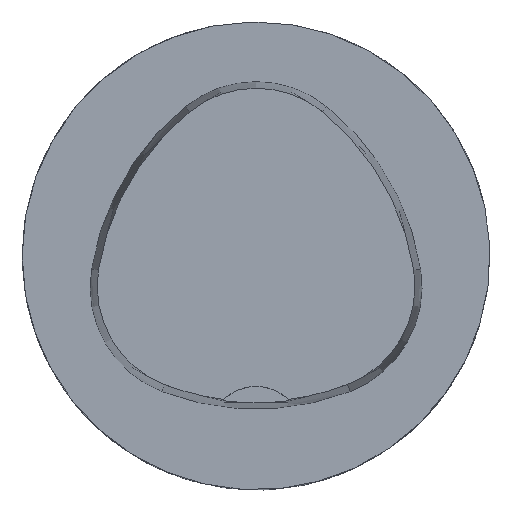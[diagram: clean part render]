
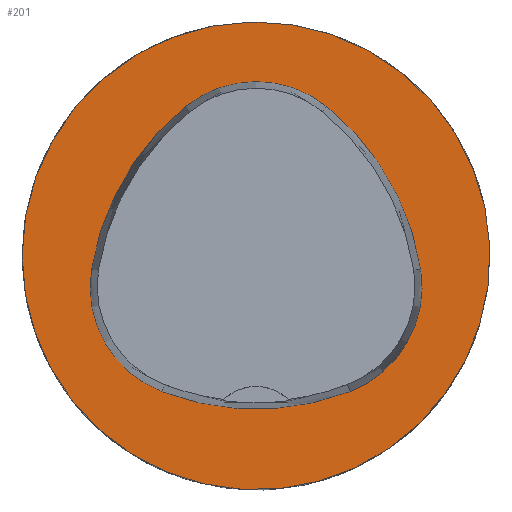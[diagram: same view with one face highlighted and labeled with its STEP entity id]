
A CAD part, top view. The second image highlights one B-rep face of the part: STEP entity #201.
In plain terms, the highlighted planar face has unit normal (0, 0, 1).
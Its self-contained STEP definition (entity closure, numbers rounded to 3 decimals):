
#119=FACE_BOUND('',#320,.T.);
#120=FACE_BOUND('',#321,.T.);
#138=PLANE('',#1083);
#201=ADVANCED_FACE('',(#119,#120),#138,.T.);
#320=EDGE_LOOP('',(#522,#523,#524,#525,#526,#527));
#321=EDGE_LOOP('',(#528));
#378=CIRCLE('',#1055,25.);
#379=CIRCLE('',#1061,28.);
#381=CIRCLE('',#1064,12.);
#383=CIRCLE('',#1067,28.);
#385=CIRCLE('',#1070,12.);
#389=CIRCLE('',#1075,28.);
#391=CIRCLE('',#1078,12.);
#522=ORIENTED_EDGE('',*,*,#805,.T.);
#523=ORIENTED_EDGE('',*,*,#785,.T.);
#524=ORIENTED_EDGE('',*,*,#789,.T.);
#525=ORIENTED_EDGE('',*,*,#792,.T.);
#526=ORIENTED_EDGE('',*,*,#795,.T.);
#527=ORIENTED_EDGE('',*,*,#803,.T.);
#528=ORIENTED_EDGE('',*,*,#776,.F.);
#684=VERTEX_POINT('',#1599);
#693=VERTEX_POINT('',#1618);
#694=VERTEX_POINT('',#1619);
#697=VERTEX_POINT('',#1627);
#699=VERTEX_POINT('',#1633);
#701=VERTEX_POINT('',#1639);
#708=VERTEX_POINT('',#1660);
#776=EDGE_CURVE('',#684,#684,#378,.T.);
#785=EDGE_CURVE('',#693,#694,#379,.T.);
#789=EDGE_CURVE('',#694,#697,#381,.T.);
#792=EDGE_CURVE('',#697,#699,#383,.T.);
#795=EDGE_CURVE('',#699,#701,#385,.T.);
#803=EDGE_CURVE('',#701,#708,#389,.T.);
#805=EDGE_CURVE('',#708,#693,#391,.T.);
#1055=AXIS2_PLACEMENT_3D('',#1598,#1231,#1232);
#1061=AXIS2_PLACEMENT_3D('',#1617,#1247,#1248);
#1064=AXIS2_PLACEMENT_3D('',#1626,#1255,#1256);
#1067=AXIS2_PLACEMENT_3D('',#1632,#1262,#1263);
#1070=AXIS2_PLACEMENT_3D('',#1638,#1269,#1270);
#1075=AXIS2_PLACEMENT_3D('',#1661,#1281,#1282);
#1078=AXIS2_PLACEMENT_3D('',#1664,#1287,#1288);
#1083=AXIS2_PLACEMENT_3D('',#1669,#1297,#1298);
#1231=DIRECTION('',(0.,0.,-1.));
#1232=DIRECTION('',(-1.,0.,0.));
#1247=DIRECTION('',(0.,0.,-1.));
#1248=DIRECTION('',(-1.,0.,0.));
#1255=DIRECTION('',(0.,0.,-1.));
#1256=DIRECTION('',(-1.,0.,0.));
#1262=DIRECTION('',(0.,0.,-1.));
#1263=DIRECTION('',(-1.,0.,0.));
#1269=DIRECTION('',(0.,0.,-1.));
#1270=DIRECTION('',(-1.,0.,0.));
#1281=DIRECTION('',(0.,0.,-1.));
#1282=DIRECTION('',(-1.,0.,0.));
#1287=DIRECTION('',(0.,0.,-1.));
#1288=DIRECTION('',(-1.,0.,0.));
#1297=DIRECTION('',(0.,0.,1.));
#1298=DIRECTION('',(-1.,0.,0.));
#1598=CARTESIAN_POINT('',(0.,0.,
0.));
#1599=CARTESIAN_POINT('',(-25.,0.,0.));
#1617=CARTESIAN_POINT('',(10.068,-5.824,0.));
#1618=CARTESIAN_POINT('',(-17.584,-1.424,0.));
#1619=CARTESIAN_POINT('',(-7.531,15.953,0.));
#1626=CARTESIAN_POINT('',(0.011,6.62,0.));
#1627=CARTESIAN_POINT('',(7.567,15.942,0.));
#1632=CARTESIAN_POINT('',(-10.063,-5.81,0.));
#1633=CARTESIAN_POINT('',(17.59,-1.418,0.));
#1638=CARTESIAN_POINT('',(5.739,-3.3,0.));
#1639=CARTESIAN_POINT('',(10.05,-14.499,0.));
#1660=CARTESIAN_POINT('',(-10.025,-14.516,0.));
#1661=CARTESIAN_POINT('',(-0.01,11.631,0.));
#1664=CARTESIAN_POINT('',(-5.733,-3.31,0.));
#1669=CARTESIAN_POINT('',(0.,0.,
0.));
